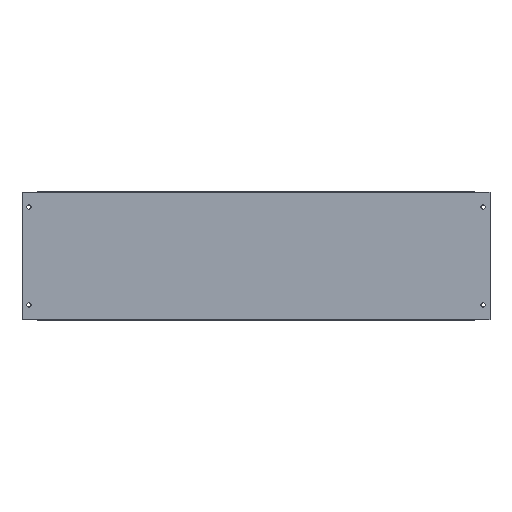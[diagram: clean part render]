
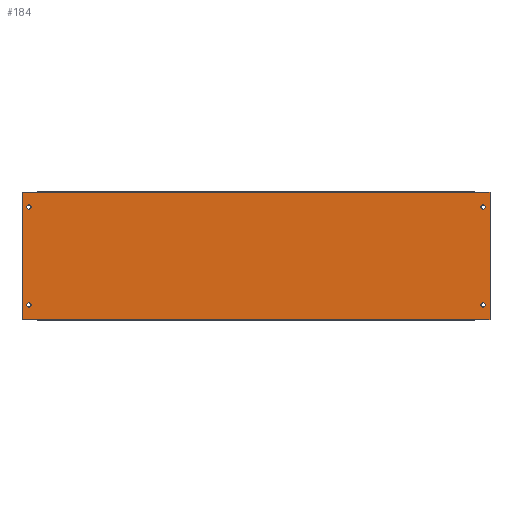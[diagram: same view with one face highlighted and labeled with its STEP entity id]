
A CAD part, top view. The second image highlights one B-rep face of the part: STEP entity #184.
In plain terms, the highlighted planar face has unit normal (0, 0, 1).
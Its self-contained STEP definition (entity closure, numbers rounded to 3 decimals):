
#5 = EDGE_CURVE ( 'NONE', #445, #445, #374, .T. ) ;
#11 = ORIENTED_EDGE ( 'NONE', *, *, #5, .T. ) ;
#16 = CARTESIAN_POINT ( 'NONE',  ( 0., 195., 0. ) ) ;
#17 = VERTEX_POINT ( 'NONE', #663 ) ;
#18 = DIRECTION ( 'NONE',  ( 1., 0., 0. ) ) ;
#23 = ORIENTED_EDGE ( 'NONE', *, *, #331, .T. ) ;
#27 = CARTESIAN_POINT ( 'NONE',  ( 23.5, 0., 0. ) ) ;
#46 = DIRECTION ( 'NONE',  ( -1., 0., 0. ) ) ;
#52 = ORIENTED_EDGE ( 'NONE', *, *, #117, .T. ) ;
#62 = CARTESIAN_POINT ( 'NONE',  ( 23.5, 195., 0. ) ) ;
#67 = DIRECTION ( 'NONE',  ( -1., 0., 0. ) ) ;
#69 = EDGE_CURVE ( 'NONE', #216, #687, #834, .T. ) ;
#79 = LINE ( 'NONE', #429, #441 ) ;
#96 = CARTESIAN_POINT ( 'NONE',  ( 0., 0., 0. ) ) ;
#112 = CIRCLE ( 'NONE', #618, 3.25 ) ;
#117 = EDGE_CURVE ( 'NONE', #749, #555, #463, .T. ) ;
#119 = CARTESIAN_POINT ( 'NONE',  ( 0., 195., 0. ) ) ;
#123 = VERTEX_POINT ( 'NONE', #62 ) ;
#126 = VERTEX_POINT ( 'NONE', #595 ) ;
#136 = CARTESIAN_POINT ( 'NONE',  ( 703.15, 172.5, 0. ) ) ;
#159 = CARTESIAN_POINT ( 'NONE',  ( 706.4, 172.5, 0. ) ) ;
#160 = DIRECTION ( 'NONE',  ( 0., 1., 0. ) ) ;
#167 = CARTESIAN_POINT ( 'NONE',  ( 23.5, 195., 0. ) ) ;
#177 = FACE_BOUND ( 'NONE', #249, .T. ) ;
#184 = ADVANCED_FACE ( 'NONE', ( #177, #378, #853, #677, #505 ), #776, .F. ) ;
#198 = ORIENTED_EDGE ( 'NONE', *, *, #647, .T. ) ;
#203 = CARTESIAN_POINT ( 'NONE',  ( 7.35, 22.5, 0. ) ) ;
#216 = VERTEX_POINT ( 'NONE', #119 ) ;
#220 = DIRECTION ( 'NONE',  ( -1., 0., 0. ) ) ;
#224 = ORIENTED_EDGE ( 'NONE', *, *, #69, .T. ) ;
#228 = DIRECTION ( 'NONE',  ( 0., 0., -1. ) ) ;
#238 = ORIENTED_EDGE ( 'NONE', *, *, #242, .T. ) ;
#239 = CARTESIAN_POINT ( 'NONE',  ( 693.5, 0., 0. ) ) ;
#241 = EDGE_CURVE ( 'NONE', #749, #774, #316, .T. ) ;
#242 = EDGE_CURVE ( 'NONE', #385, #385, #112, .T. ) ;
#248 = ORIENTED_EDGE ( 'NONE', *, *, #451, .T. ) ;
#249 = EDGE_LOOP ( 'NONE', ( #781 ) ) ;
#274 = CIRCLE ( 'NONE', #472, 3.25 ) ;
#279 = DIRECTION ( 'NONE',  ( -1., 0., 0. ) ) ;
#295 = DIRECTION ( 'NONE',  ( 0., 0., -1. ) ) ;
#298 = DIRECTION ( 'NONE',  ( -1., 0., 0. ) ) ;
#316 = LINE ( 'NONE', #643, #636 ) ;
#318 = ORIENTED_EDGE ( 'NONE', *, *, #768, .F. ) ;
#321 = VERTEX_POINT ( 'NONE', #744 ) ;
#331 = EDGE_CURVE ( 'NONE', #123, #216, #486, .T. ) ;
#332 = VECTOR ( 'NONE', #721, 1000. ) ;
#338 = CARTESIAN_POINT ( 'NONE',  ( 0., 0., 0. ) ) ;
#342 = DIRECTION ( 'NONE',  ( -1., 0., 0. ) ) ;
#343 = CARTESIAN_POINT ( 'NONE',  ( 703.15, 22.5, 0. ) ) ;
#349 = CARTESIAN_POINT ( 'NONE',  ( 10.6, 172.5, 0. ) ) ;
#363 = VERTEX_POINT ( 'NONE', #343 ) ;
#374 = CIRCLE ( 'NONE', #854, 3.25 ) ;
#378 = FACE_BOUND ( 'NONE', #817, .T. ) ;
#381 = ORIENTED_EDGE ( 'NONE', *, *, #664, .T. ) ;
#385 = VERTEX_POINT ( 'NONE', #203 ) ;
#387 = CARTESIAN_POINT ( 'NONE',  ( 0., 0., 0. ) ) ;
#401 = EDGE_CURVE ( 'NONE', #17, #17, #274, .T. ) ;
#429 = CARTESIAN_POINT ( 'NONE',  ( 0., 0., 0. ) ) ;
#437 = ORIENTED_EDGE ( 'NONE', *, *, #530, .T. ) ;
#441 = VECTOR ( 'NONE', #18, 1000. ) ;
#445 = VERTEX_POINT ( 'NONE', #136 ) ;
#451 = EDGE_CURVE ( 'NONE', #555, #321, #751, .T. ) ;
#463 = LINE ( 'NONE', #338, #332 ) ;
#471 = VECTOR ( 'NONE', #220, 1000. ) ;
#472 = AXIS2_PLACEMENT_3D ( 'NONE', #349, #734, #279 ) ;
#485 = AXIS2_PLACEMENT_3D ( 'NONE', #387, #512, #46 ) ;
#486 = LINE ( 'NONE', #612, #471 ) ;
#505 = FACE_OUTER_BOUND ( 'NONE', #604, .T. ) ;
#512 = DIRECTION ( 'NONE',  ( 0., 0., -1. ) ) ;
#518 = VECTOR ( 'NONE', #554, 1000. ) ;
#530 = EDGE_CURVE ( 'NONE', #321, #126, #689, .T. ) ;
#540 = ORIENTED_EDGE ( 'NONE', *, *, #241, .F. ) ;
#554 = DIRECTION ( 'NONE',  ( -1., 0., 0. ) ) ;
#555 = VERTEX_POINT ( 'NONE', #560 ) ;
#560 = CARTESIAN_POINT ( 'NONE',  ( 717., 0., 0. ) ) ;
#580 = VECTOR ( 'NONE', #160, 1000. ) ;
#586 = EDGE_LOOP ( 'NONE', ( #238 ) ) ;
#595 = CARTESIAN_POINT ( 'NONE',  ( 693.5, 195., 0. ) ) ;
#604 = EDGE_LOOP ( 'NONE', ( #224, #198, #540, #52, #248, #437, #318, #23 ) ) ;
#610 = CIRCLE ( 'NONE', #654, 3.25 ) ;
#612 = CARTESIAN_POINT ( 'NONE',  ( 0., 195., 0. ) ) ;
#618 = AXIS2_PLACEMENT_3D ( 'NONE', #799, #857, #342 ) ;
#636 = VECTOR ( 'NONE', #67, 1000. ) ;
#643 = CARTESIAN_POINT ( 'NONE',  ( 693.5, 0., 0. ) ) ;
#647 = EDGE_CURVE ( 'NONE', #687, #774, #79, .T. ) ;
#649 = LINE ( 'NONE', #167, #832 ) ;
#651 = VECTOR ( 'NONE', #797, 1000. ) ;
#654 = AXIS2_PLACEMENT_3D ( 'NONE', #685, #295, #750 ) ;
#663 = CARTESIAN_POINT ( 'NONE',  ( 7.35, 172.5, 0. ) ) ;
#664 = EDGE_CURVE ( 'NONE', #363, #363, #610, .T. ) ;
#668 = CARTESIAN_POINT ( 'NONE',  ( 717., 0., 0. ) ) ;
#677 = FACE_BOUND ( 'NONE', #705, .T. ) ;
#685 = CARTESIAN_POINT ( 'NONE',  ( 706.4, 22.5, 0. ) ) ;
#687 = VERTEX_POINT ( 'NONE', #96 ) ;
#689 = LINE ( 'NONE', #16, #518 ) ;
#692 = DIRECTION ( 'NONE',  ( 1., 0., 0. ) ) ;
#705 = EDGE_LOOP ( 'NONE', ( #381 ) ) ;
#721 = DIRECTION ( 'NONE',  ( 1., 0., 0. ) ) ;
#732 = CARTESIAN_POINT ( 'NONE',  ( 0., 0., 0. ) ) ;
#734 = DIRECTION ( 'NONE',  ( 0., 0., -1. ) ) ;
#744 = CARTESIAN_POINT ( 'NONE',  ( 717., 195., 0. ) ) ;
#749 = VERTEX_POINT ( 'NONE', #239 ) ;
#750 = DIRECTION ( 'NONE',  ( -1., 0., 0. ) ) ;
#751 = LINE ( 'NONE', #668, #580 ) ;
#768 = EDGE_CURVE ( 'NONE', #123, #126, #649, .T. ) ;
#774 = VERTEX_POINT ( 'NONE', #27 ) ;
#776 = PLANE ( 'NONE',  #485 ) ;
#781 = ORIENTED_EDGE ( 'NONE', *, *, #401, .T. ) ;
#797 = DIRECTION ( 'NONE',  ( 0., -1., 0. ) ) ;
#799 = CARTESIAN_POINT ( 'NONE',  ( 10.6, 22.5, 0. ) ) ;
#817 = EDGE_LOOP ( 'NONE', ( #11 ) ) ;
#832 = VECTOR ( 'NONE', #692, 1000. ) ;
#834 = LINE ( 'NONE', #732, #651 ) ;
#853 = FACE_BOUND ( 'NONE', #586, .T. ) ;
#854 = AXIS2_PLACEMENT_3D ( 'NONE', #159, #228, #298 ) ;
#857 = DIRECTION ( 'NONE',  ( 0., 0., -1. ) ) ;
